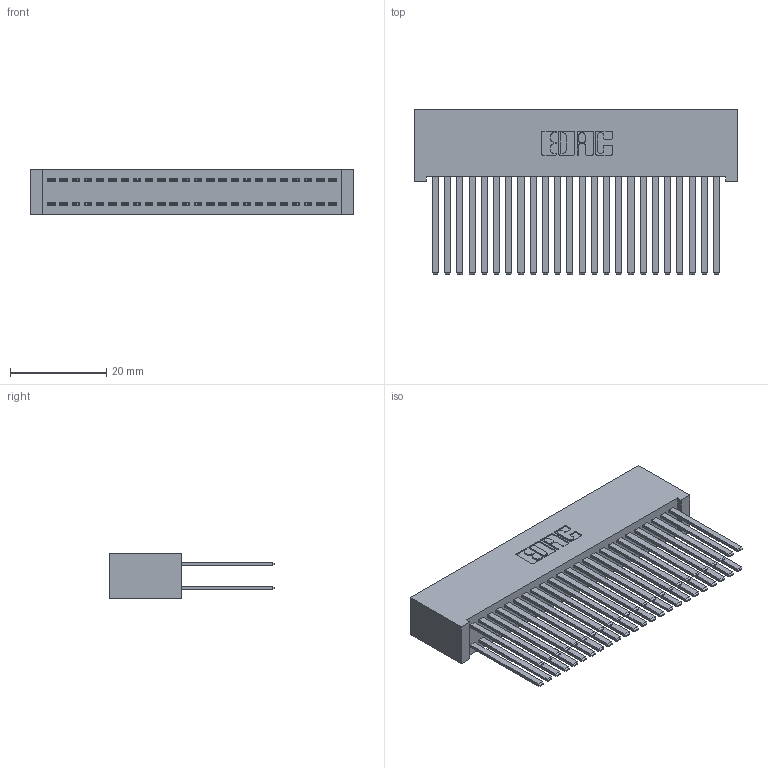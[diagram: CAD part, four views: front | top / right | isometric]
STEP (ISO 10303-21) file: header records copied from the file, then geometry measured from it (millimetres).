
FILE_DESCRIPTION (( 'STEP AP203' ), '1' );
FILE_NAME ('342-048-544-201.STEP', '2018-08-12T18:14:06', ( '' ), ( '' ), 'SwSTEP 2.0', 'SolidWorks 2016', '' );
FILE_SCHEMA (( 'CONFIG_CONTROL_DESIGN' ));
Length unit declared in the file: inch
Products named in the file (3): 342 Part_Lugless; 345-292-001_345-293-144; 342-048-544-201
Assembly tree (49 placements, depth 2):
  342-048-544-201
    342 Part_Lugless
    345-292-001_345-293-144  x48
Bounding box: 67.21 x 34.3 x 9.4 mm (x, y, z)
Volume: 7065.8 mm3; surface area: 13367.5 mm2
Topology: 49 solids, 49 shells, 2310 faces, 6851 edges, 4502 vertices
Faces by surface type: plane 1598, cylinder 712
Entity records: 17175 total; most frequent: CARTESIAN_POINT 2862, ORIENTED_EDGE 2798, DIRECTION 2467, EDGE_CURVE 1399, VECTOR 1283, LINE 1283, VERTEX_POINT 930, AXIS2_PLACEMENT_3D 592
